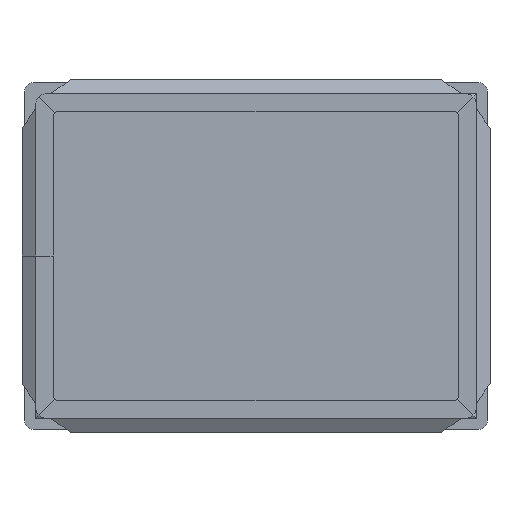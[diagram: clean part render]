
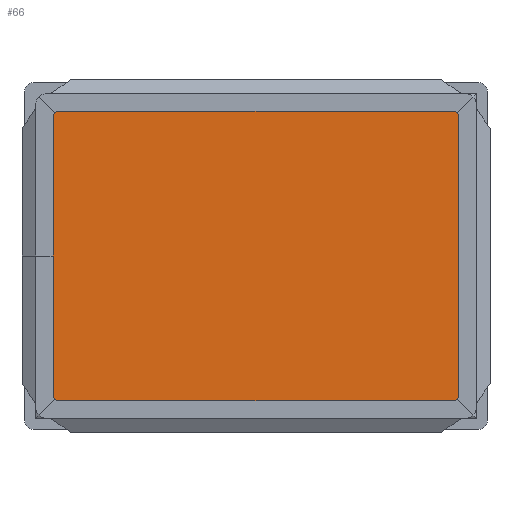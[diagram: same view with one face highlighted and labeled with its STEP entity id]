
A CAD part, front view. The second image highlights one B-rep face of the part: STEP entity #66.
In plain terms, the highlighted planar face has unit normal (0, -1, 0).
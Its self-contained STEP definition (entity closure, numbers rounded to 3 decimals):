
#22 = CIRCLE ( 'NONE', #268, 0.5 ) ;
#41 = LINE ( 'NONE', #56, #1746 ) ;
#49 = EDGE_CURVE ( 'NONE', #1209, #1071, #2497, .T. ) ;
#56 = CARTESIAN_POINT ( 'NONE',  ( 17.5, 16.5, -12.5 ) ) ;
#66 = ADVANCED_FACE ( 'NONE', ( #718 ), #744, .F. ) ;
#183 = DIRECTION ( 'NONE',  ( 0., 0., 1. ) ) ;
#192 = ORIENTED_EDGE ( 'NONE', *, *, #2283, .T. ) ;
#197 = CARTESIAN_POINT ( 'NONE',  ( 17., 16.5, 12.5 ) ) ;
#216 = DIRECTION ( 'NONE',  ( 0., 0., 1. ) ) ;
#244 = DIRECTION ( 'NONE',  ( 0., 0., 1. ) ) ;
#264 = CARTESIAN_POINT ( 'NONE',  ( -17., 16.5, -12.5 ) ) ;
#268 = AXIS2_PLACEMENT_3D ( 'NONE', #2042, #1316, #2270 ) ;
#366 = VERTEX_POINT ( 'NONE', #487 ) ;
#391 = EDGE_CURVE ( 'NONE', #1209, #366, #3089, .T. ) ;
#395 = AXIS2_PLACEMENT_3D ( 'NONE', #980, #1451, #216 ) ;
#415 = VERTEX_POINT ( 'NONE', #1703 ) ;
#420 = VERTEX_POINT ( 'NONE', #197 ) ;
#487 = CARTESIAN_POINT ( 'NONE',  ( 17.5, 16.5, -12. ) ) ;
#547 = CARTESIAN_POINT ( 'NONE',  ( 17.5, 16.5, 12. ) ) ;
#603 = CARTESIAN_POINT ( 'NONE',  ( -17.5, 16.5, -12. ) ) ;
#697 = EDGE_CURVE ( 'NONE', #3030, #420, #1139, .T. ) ;
#699 = DIRECTION ( 'NONE',  ( 0., 0., 1. ) ) ;
#718 = FACE_OUTER_BOUND ( 'NONE', #2654, .T. ) ;
#729 = DIRECTION ( 'NONE',  ( 0., 0., 1. ) ) ;
#731 = LINE ( 'NONE', #3191, #2028 ) ;
#744 = PLANE ( 'NONE',  #1068 ) ;
#792 = ORIENTED_EDGE ( 'NONE', *, *, #1445, .F. ) ;
#867 = CARTESIAN_POINT ( 'NONE',  ( -17., 16.5, 12. ) ) ;
#931 = EDGE_CURVE ( 'NONE', #3030, #3142, #2678, .T. ) ;
#980 = CARTESIAN_POINT ( 'NONE',  ( 17., 16.5, 12. ) ) ;
#1068 = AXIS2_PLACEMENT_3D ( 'NONE', #2237, #1479, #699 ) ;
#1071 = VERTEX_POINT ( 'NONE', #264 ) ;
#1112 = CARTESIAN_POINT ( 'NONE',  ( 17., 16.5, -12.5 ) ) ;
#1139 = LINE ( 'NONE', #2132, #1897 ) ;
#1209 = VERTEX_POINT ( 'NONE', #1112 ) ;
#1276 = AXIS2_PLACEMENT_3D ( 'NONE', #1990, #1683, #729 ) ;
#1312 = ORIENTED_EDGE ( 'NONE', *, *, #2311, .F. ) ;
#1316 = DIRECTION ( 'NONE',  ( 0., -1., 0. ) ) ;
#1404 = ORIENTED_EDGE ( 'NONE', *, *, #2566, .F. ) ;
#1445 = EDGE_CURVE ( 'NONE', #2417, #366, #41, .T. ) ;
#1451 = DIRECTION ( 'NONE',  ( 0., -1., 0. ) ) ;
#1473 = DIRECTION ( 'NONE',  ( 0., 0., -1. ) ) ;
#1479 = DIRECTION ( 'NONE',  ( 0., 1., 0. ) ) ;
#1547 = VERTEX_POINT ( 'NONE', #603 ) ;
#1683 = DIRECTION ( 'NONE',  ( 0., -1., 0. ) ) ;
#1703 = CARTESIAN_POINT ( 'NONE',  ( -17.5, 16.5, 0. ) ) ;
#1714 = ORIENTED_EDGE ( 'NONE', *, *, #2723, .T. ) ;
#1720 = DIRECTION ( 'NONE',  ( -1., 0., 0. ) ) ;
#1746 = VECTOR ( 'NONE', #1473, 1000. ) ;
#1769 = ORIENTED_EDGE ( 'NONE', *, *, #49, .F. ) ;
#1897 = VECTOR ( 'NONE', #2583, 1000. ) ;
#1919 = CARTESIAN_POINT ( 'NONE',  ( -17.5, 16.5, 12. ) ) ;
#1952 = LINE ( 'NONE', #2940, #2441 ) ;
#1990 = CARTESIAN_POINT ( 'NONE',  ( 17., 16.5, -12. ) ) ;
#2028 = VECTOR ( 'NONE', #244, 1000. ) ;
#2042 = CARTESIAN_POINT ( 'NONE',  ( -17., 16.5, -12. ) ) ;
#2045 = ORIENTED_EDGE ( 'NONE', *, *, #931, .T. ) ;
#2106 = VECTOR ( 'NONE', #1720, 1000. ) ;
#2132 = CARTESIAN_POINT ( 'NONE',  ( -17.5, 16.5, 12.5 ) ) ;
#2172 = DIRECTION ( 'NONE',  ( 0., 0., 1. ) ) ;
#2237 = CARTESIAN_POINT ( 'NONE',  ( 0., 16.5, 0. ) ) ;
#2270 = DIRECTION ( 'NONE',  ( 0., 0., 1. ) ) ;
#2283 = EDGE_CURVE ( 'NONE', #2417, #420, #2622, .T. ) ;
#2311 = EDGE_CURVE ( 'NONE', #415, #3142, #1952, .T. ) ;
#2312 = CARTESIAN_POINT ( 'NONE',  ( -17., 16.5, 12.5 ) ) ;
#2417 = VERTEX_POINT ( 'NONE', #547 ) ;
#2441 = VECTOR ( 'NONE', #2172, 1000. ) ;
#2497 = LINE ( 'NONE', #2961, #2106 ) ;
#2566 = EDGE_CURVE ( 'NONE', #1547, #415, #731, .T. ) ;
#2583 = DIRECTION ( 'NONE',  ( 1., 0., 0. ) ) ;
#2593 = ORIENTED_EDGE ( 'NONE', *, *, #697, .F. ) ;
#2616 = DIRECTION ( 'NONE',  ( 0., -1., 0. ) ) ;
#2622 = CIRCLE ( 'NONE', #395, 0.5 ) ;
#2654 = EDGE_LOOP ( 'NONE', ( #792, #192, #2593, #2045, #1312, #1404, #1714, #1769, #2789 ) ) ;
#2678 = CIRCLE ( 'NONE', #3189, 0.5 ) ;
#2723 = EDGE_CURVE ( 'NONE', #1547, #1071, #22, .T. ) ;
#2789 = ORIENTED_EDGE ( 'NONE', *, *, #391, .T. ) ;
#2940 = CARTESIAN_POINT ( 'NONE',  ( -17.5, 16.5, -12.5 ) ) ;
#2961 = CARTESIAN_POINT ( 'NONE',  ( -17.5, 16.5, -12.5 ) ) ;
#3030 = VERTEX_POINT ( 'NONE', #2312 ) ;
#3089 = CIRCLE ( 'NONE', #1276, 0.5 ) ;
#3142 = VERTEX_POINT ( 'NONE', #1919 ) ;
#3189 = AXIS2_PLACEMENT_3D ( 'NONE', #867, #2616, #183 ) ;
#3191 = CARTESIAN_POINT ( 'NONE',  ( -17.5, 16.5, -12.5 ) ) ;
